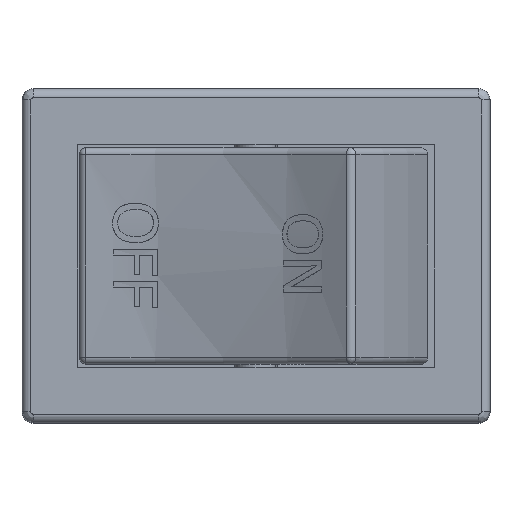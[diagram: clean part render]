
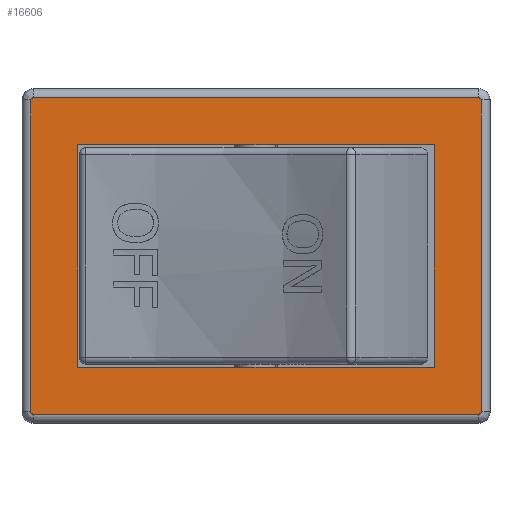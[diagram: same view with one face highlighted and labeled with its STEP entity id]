
A CAD part, top view. The second image highlights one B-rep face of the part: STEP entity #16606.
In plain terms, the highlighted planar face has unit normal (0, 0, 1).
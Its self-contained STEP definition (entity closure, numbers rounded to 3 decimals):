
#871=FACE_BOUND('',#2576,.T.);
#1623=FACE_OUTER_BOUND('',#2575,.T.);
#2575=EDGE_LOOP('',(#14586,#14587,#14588,#14589,#14590,#14591,#14592,#14593));
#2576=EDGE_LOOP('',(#14594,#14595,#14596,#14597));
#2759=CIRCLE('',#17335,0.1);
#2763=CIRCLE('',#17339,0.1);
#2767=CIRCLE('',#17345,0.1);
#2771=CIRCLE('',#17349,0.1);
#4444=LINE('',#28213,#6258);
#4448=LINE('',#28222,#6262);
#4451=LINE('',#28226,#6265);
#4453=LINE('',#28230,#6267);
#4454=LINE('',#28236,#6268);
#4456=LINE('',#28272,#6270);
#4459=LINE('',#28279,#6273);
#4461=LINE('',#28310,#6275);
#6258=VECTOR('',#20264,10.);
#6262=VECTOR('',#20270,10.);
#6265=VECTOR('',#20275,10.);
#6267=VECTOR('',#20281,10.);
#6268=VECTOR('',#20286,10.);
#6270=VECTOR('',#20306,10.);
#6273=VECTOR('',#20313,10.);
#6275=VECTOR('',#20329,10.);
#7830=VERTEX_POINT('',#28210);
#7831=VERTEX_POINT('',#28212);
#7834=VERTEX_POINT('',#28219);
#7835=VERTEX_POINT('',#28221);
#7837=VERTEX_POINT('',#28233);
#7838=VERTEX_POINT('',#28235);
#7841=VERTEX_POINT('',#28250);
#7842=VERTEX_POINT('',#28263);
#7845=VERTEX_POINT('',#28270);
#7846=VERTEX_POINT('',#28275);
#7849=VERTEX_POINT('',#28290);
#7850=VERTEX_POINT('',#28303);
#10102=EDGE_CURVE('',#7831,#7830,#4444,.T.);
#10106=EDGE_CURVE('',#7835,#7834,#4448,.T.);
#10109=EDGE_CURVE('',#7834,#7831,#4451,.T.);
#10111=EDGE_CURVE('',#7830,#7835,#4453,.T.);
#10113=EDGE_CURVE('',#7837,#7838,#4454,.T.);
#10117=EDGE_CURVE('',#7841,#7837,#2759,.T.);
#10121=EDGE_CURVE('',#7838,#7842,#2763,.T.);
#10123=EDGE_CURVE('',#7845,#7841,#4456,.T.);
#10127=EDGE_CURVE('',#7842,#7846,#4459,.T.);
#10129=EDGE_CURVE('',#7849,#7845,#2767,.T.);
#10133=EDGE_CURVE('',#7846,#7850,#2771,.T.);
#10135=EDGE_CURVE('',#7850,#7849,#4461,.T.);
#14586=ORIENTED_EDGE('',*,*,#10113,.F.);
#14587=ORIENTED_EDGE('',*,*,#10117,.F.);
#14588=ORIENTED_EDGE('',*,*,#10123,.F.);
#14589=ORIENTED_EDGE('',*,*,#10129,.F.);
#14590=ORIENTED_EDGE('',*,*,#10135,.F.);
#14591=ORIENTED_EDGE('',*,*,#10133,.F.);
#14592=ORIENTED_EDGE('',*,*,#10127,.F.);
#14593=ORIENTED_EDGE('',*,*,#10121,.F.);
#14594=ORIENTED_EDGE('',*,*,#10106,.T.);
#14595=ORIENTED_EDGE('',*,*,#10109,.T.);
#14596=ORIENTED_EDGE('',*,*,#10102,.T.);
#14597=ORIENTED_EDGE('',*,*,#10111,.T.);
#15785=PLANE('',#17355);
#16606=ADVANCED_FACE('',(#1623,#871),#15785,.T.);
#17335=AXIS2_PLACEMENT_3D('',#28252,#20292,#20293);
#17339=AXIS2_PLACEMENT_3D('',#28267,#20300,#20301);
#17345=AXIS2_PLACEMENT_3D('',#28292,#20316,#20317);
#17349=AXIS2_PLACEMENT_3D('',#28307,#20324,#20325);
#17355=AXIS2_PLACEMENT_3D('',#28320,#20343,#20344);
#20264=DIRECTION('',(-1.,0.,0.));
#20270=DIRECTION('',(1.,0.,0.));
#20275=DIRECTION('',(0.,-1.,0.));
#20281=DIRECTION('',(0.,1.,0.));
#20286=DIRECTION('',(1.,0.,0.));
#20292=DIRECTION('center_axis',(0.,0.,
-1.));
#20293=DIRECTION('ref_axis',(-0.707,0.707,0.));
#20300=DIRECTION('center_axis',(0.,0.,
-1.));
#20301=DIRECTION('ref_axis',(0.707,0.707,0.));
#20306=DIRECTION('',(0.,1.,0.));
#20313=DIRECTION('',(0.,-1.,0.));
#20316=DIRECTION('center_axis',(0.,0.,
-1.));
#20317=DIRECTION('ref_axis',(-0.707,-0.707,0.));
#20324=DIRECTION('center_axis',(0.,0.,
-1.));
#20325=DIRECTION('ref_axis',(0.707,-0.707,0.));
#20329=DIRECTION('',(-1.,0.,0.));
#20343=DIRECTION('center_axis',(0.,0.,
1.));
#20344=DIRECTION('ref_axis',(1.,0.,0.));
#28210=CARTESIAN_POINT('',(-8.,-5.,12.6));
#28212=CARTESIAN_POINT('',(8.,-5.,12.6));
#28213=CARTESIAN_POINT('',(-4.,-5.,12.6));
#28219=CARTESIAN_POINT('',(8.,5.,12.6));
#28221=CARTESIAN_POINT('',(-8.,5.,12.6));
#28222=CARTESIAN_POINT('',(0.,5.,12.6));
#28226=CARTESIAN_POINT('',(8.,2.25,12.6));
#28230=CARTESIAN_POINT('',(-8.,2.25,12.6));
#28233=CARTESIAN_POINT('',(-10.,7.1,12.6));
#28235=CARTESIAN_POINT('',(10.,7.1,12.6));
#28236=CARTESIAN_POINT('',(-5.,7.1,12.6));
#28250=CARTESIAN_POINT('',(-10.1,7.,12.6));
#28252=CARTESIAN_POINT('Origin',(-10.,7.,12.6));
#28263=CARTESIAN_POINT('',(10.1,7.,12.6));
#28267=CARTESIAN_POINT('Origin',(10.,7.,12.6));
#28270=CARTESIAN_POINT('',(-10.1,-7.,12.6));
#28272=CARTESIAN_POINT('',(-10.1,-3.5,12.6));
#28275=CARTESIAN_POINT('',(10.1,-7.,12.6));
#28279=CARTESIAN_POINT('',(10.1,3.5,12.6));
#28290=CARTESIAN_POINT('',(-10.,-7.1,12.6));
#28292=CARTESIAN_POINT('Origin',(-10.,-7.,12.6));
#28303=CARTESIAN_POINT('',(10.,-7.1,12.6));
#28307=CARTESIAN_POINT('Origin',(10.,-7.,12.6));
#28310=CARTESIAN_POINT('',(5.,-7.1,12.6));
#28320=CARTESIAN_POINT('Origin',(0.,0.,12.6));
